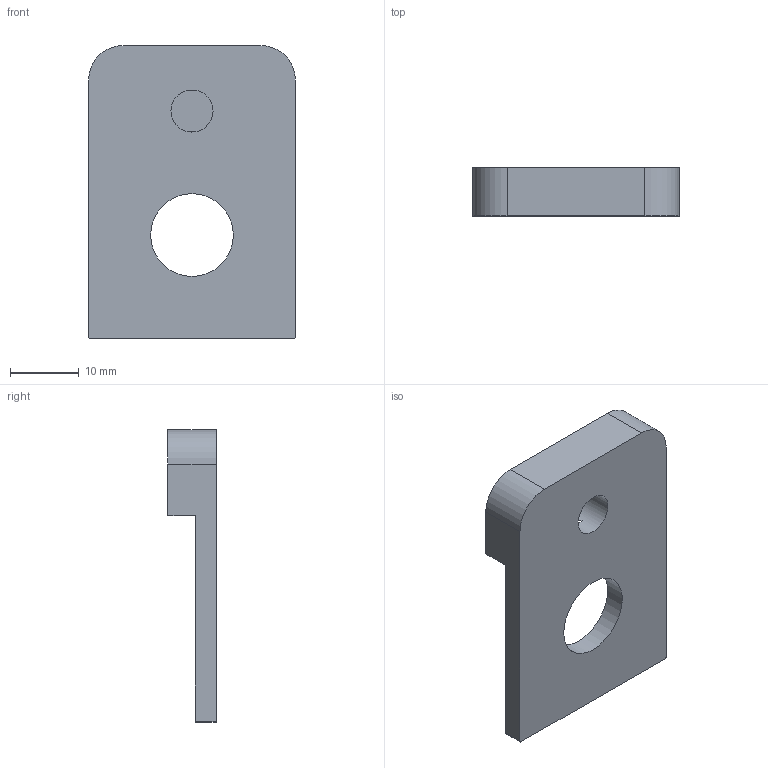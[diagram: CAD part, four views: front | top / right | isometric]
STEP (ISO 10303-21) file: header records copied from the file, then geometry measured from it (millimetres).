
FILE_DESCRIPTION(/* description */ ('Unknown'),/* implementation_level */ '2;1');
FILE_NAME(/* name */ 'T-0000347-Adapterplatte-Digianzeige-klein',/* time_stamp */ '2020-04-02T16:50:05+02:00',/* author */ ('Unknown'),/* organization */ ('Unknown'),/* preprocessor_version */ 'ST-DEVELOPER v16.7',/* originating_system */ 'Solid Edge',/* authorisation */ 'Unknown');
FILE_SCHEMA (('AUTOMOTIVE_DESIGN {1 0 10303 214 3 1 1}'));
Length unit declared in the file: millimetre
Products named in the file (1): T-0000347-Adapterplatte-Digianzeige-klein -dy
Bounding box: 30 x 7 x 42.5 mm (x, y, z)
Volume: 4720.7 mm3; surface area: 3276.6 mm2
Topology: 1 solids, 1 shells, 15 faces, 43 edges, 29 vertices
Faces by surface type: plane 9, cylinder 6
Full cylindrical faces by diameter (mm): 6.1 x1, 12 x1
Entity records: 508 total; most frequent: DIRECTION 84, CARTESIAN_POINT 82, ORIENTED_EDGE 78, EDGE_CURVE 39, AXIS2_PLACEMENT_3D 29, VERTEX_POINT 27, LINE 26, VECTOR 26
